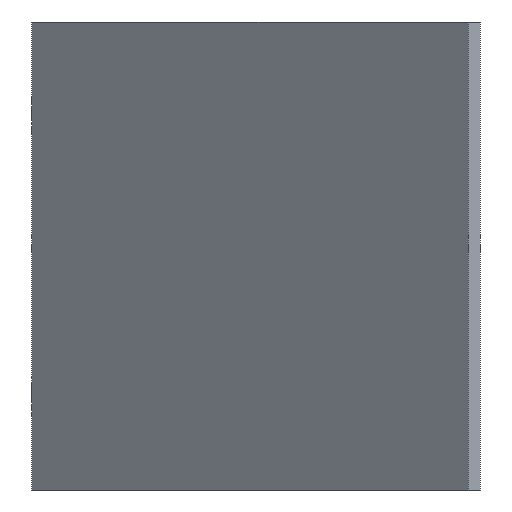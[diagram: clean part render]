
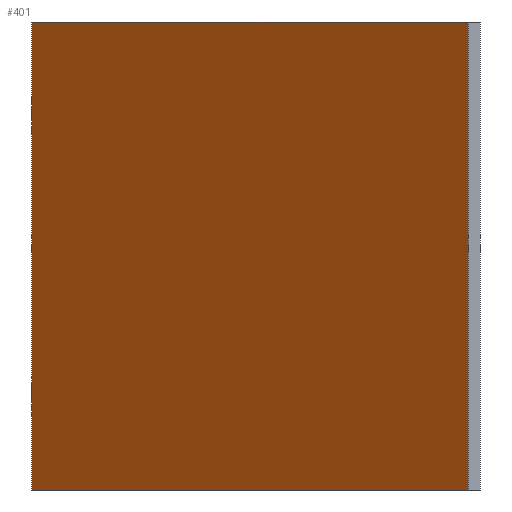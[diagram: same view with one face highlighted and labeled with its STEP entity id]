
A CAD part, left-side view. The second image highlights one B-rep face of the part: STEP entity #401.
In plain terms, the highlighted planar face has unit normal (-0.766, 0.643, 0).
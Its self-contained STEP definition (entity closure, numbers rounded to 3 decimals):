
#19 = LINE ( 'NONE', #184, #222 ) ;
#21 = VERTEX_POINT ( 'NONE', #94 ) ;
#34 = EDGE_CURVE ( 'NONE', #352, #21, #88, .T. ) ;
#48 = CARTESIAN_POINT ( 'NONE',  ( -10.933, 2., 50. ) ) ;
#59 = VECTOR ( 'NONE', #239, 1000. ) ;
#65 = CARTESIAN_POINT ( 'NONE',  ( -10.933, 2., 50. ) ) ;
#79 = VERTEX_POINT ( 'NONE', #65 ) ;
#86 = AXIS2_PLACEMENT_3D ( 'NONE', #317, #246, #119 ) ;
#88 = LINE ( 'NONE', #163, #306 ) ;
#89 = ORIENTED_EDGE ( 'NONE', *, *, #34, .T. ) ;
#94 = CARTESIAN_POINT ( 'NONE',  ( -50.099, -44.677, 0. ) ) ;
#115 = ORIENTED_EDGE ( 'NONE', *, *, #437, .F. ) ;
#119 = DIRECTION ( 'NONE',  ( 0.643, 0.766, 0. ) ) ;
#148 = DIRECTION ( 'NONE',  ( 0., 0., -1. ) ) ;
#163 = CARTESIAN_POINT ( 'NONE',  ( -50.099, -44.677, 0. ) ) ;
#184 = CARTESIAN_POINT ( 'NONE',  ( -50.099, -44.677, 50. ) ) ;
#188 = VECTOR ( 'NONE', #148, 1000. ) ;
#189 = ORIENTED_EDGE ( 'NONE', *, *, #286, .F. ) ;
#204 = ORIENTED_EDGE ( 'NONE', *, *, #451, .T. ) ;
#216 = CARTESIAN_POINT ( 'NONE',  ( -10.933, 2., 0. ) ) ;
#222 = VECTOR ( 'NONE', #319, 1000. ) ;
#238 = CARTESIAN_POINT ( 'NONE',  ( -50.099, -44.677, 50. ) ) ;
#239 = DIRECTION ( 'NONE',  ( -0.643, -0.766, 0. ) ) ;
#246 = DIRECTION ( 'NONE',  ( 0.766, -0.643, 0. ) ) ;
#250 = EDGE_LOOP ( 'NONE', ( #89, #115, #189, #204 ) ) ;
#268 = VERTEX_POINT ( 'NONE', #238 ) ;
#276 = FACE_OUTER_BOUND ( 'NONE', #250, .T. ) ;
#280 = PLANE ( 'NONE',  #86 ) ;
#286 = EDGE_CURVE ( 'NONE', #79, #268, #305, .T. ) ;
#305 = LINE ( 'NONE', #420, #59 ) ;
#306 = VECTOR ( 'NONE', #407, 1000. ) ;
#317 = CARTESIAN_POINT ( 'NONE',  ( -50.099, -44.677, 50. ) ) ;
#319 = DIRECTION ( 'NONE',  ( 0., 0., -1. ) ) ;
#352 = VERTEX_POINT ( 'NONE', #216 ) ;
#369 = LINE ( 'NONE', #48, #188 ) ;
#401 = ADVANCED_FACE ( 'NONE', ( #276 ), #280, .F. ) ;
#407 = DIRECTION ( 'NONE',  ( -0.643, -0.766, 0. ) ) ;
#420 = CARTESIAN_POINT ( 'NONE',  ( -50.099, -44.677, 50. ) ) ;
#437 = EDGE_CURVE ( 'NONE', #268, #21, #19, .T. ) ;
#451 = EDGE_CURVE ( 'NONE', #79, #352, #369, .T. ) ;
